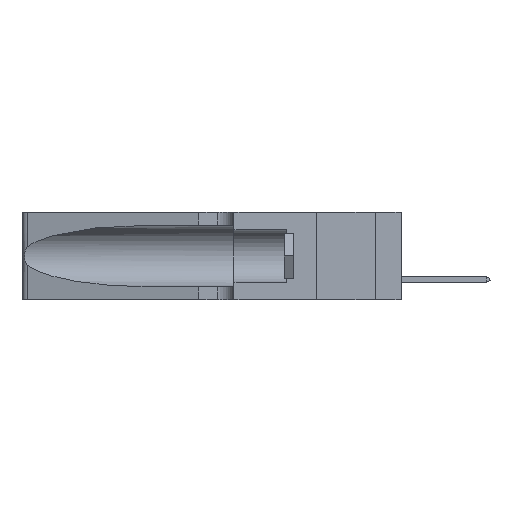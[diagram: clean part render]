
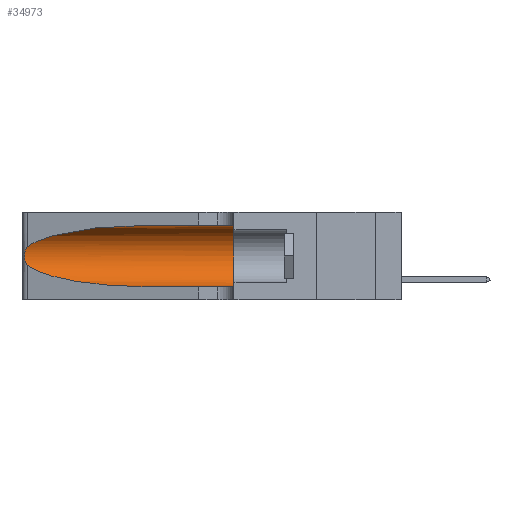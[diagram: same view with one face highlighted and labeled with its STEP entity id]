
A CAD part, left-side view. The second image highlights one B-rep face of the part: STEP entity #34973.
In plain terms, the highlighted cylindrical face has radius 3.308 mm (diameter 6.617 mm), a partial arc.
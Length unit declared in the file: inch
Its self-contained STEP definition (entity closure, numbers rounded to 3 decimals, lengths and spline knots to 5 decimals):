
#297 = EDGE_CURVE ( 'NONE', #38336, #35805, #879, .T. ) ;
#392 = CARTESIAN_POINT ( 'NONE',  ( 0.25639, 1.23186, 0.15144 ) ) ;
#704 = FACE_OUTER_BOUND ( 'NONE', #18147, .T. ) ;
#821 = EDGE_CURVE ( 'NONE', #23145, #26500, #15519, .T. ) ;
#879 =( BOUNDED_CURVE ( )  B_SPLINE_CURVE ( 3, ( #21001, #15235, #24186, #8844 ),
 .UNSPECIFIED., .F., .F. ) 
 B_SPLINE_CURVE_WITH_KNOTS ( ( 4, 4 ),
 ( 1.5708, 2.84003 ),
 .UNSPECIFIED. ) 
 CURVE ( )  GEOMETRIC_REPRESENTATION_ITEM ( )  RATIONAL_B_SPLINE_CURVE ( ( 1., 0.87, 0.87, 1. ) ) 
 REPRESENTATION_ITEM ( '' )  );
#984 = DIRECTION ( 'NONE',  ( 0., -1., 0. ) ) ;
#3024 = CARTESIAN_POINT ( 'NONE',  ( 0.25487, 1.22718, 0.22369 ) ) ;
#3078 = CARTESIAN_POINT ( 'NONE',  ( 0.25789, 1.23486, 0.15765 ) ) ;
#3275 = DIRECTION ( 'NONE',  ( 0., -1., 0. ) ) ;
#3835 = CARTESIAN_POINT ( 'NONE',  ( 0.26075, 1.23896, 0.178 ) ) ;
#4183 = DIRECTION ( 'NONE',  ( 0., 0., -1. ) ) ;
#4458 = CARTESIAN_POINT ( 'NONE',  ( 0.1305, 1.61858, 0.185 ) ) ;
#5715 = CARTESIAN_POINT ( 'NONE',  ( 0.25555, 1.22994, 0.2215 ) ) ;
#5857 = CARTESIAN_POINT ( 'NONE',  ( 0.25787, 1.23484, 0.2124 ) ) ;
#7127 = LINE ( 'NONE', #21673, #20520 ) ;
#8064 = LINE ( 'NONE', #36468, #34861 ) ;
#8542 = CARTESIAN_POINT ( 'NONE',  ( 0.25487, 1.22718, 0.14631 ) ) ;
#8844 = CARTESIAN_POINT ( 'NONE',  ( 0.25487, 1.22718, 0.22369 ) ) ;
#9913 = DIRECTION ( 'NONE',  ( 0., -1., 0. ) ) ;
#11477 = CARTESIAN_POINT ( 'NONE',  ( 0.18966, 0.96281, 0.05475 ) ) ;
#12214 = CARTESIAN_POINT ( 'NONE',  ( 0.26018, 1.23835, 0.19895 ) ) ;
#12795 = ORIENTED_EDGE ( 'NONE', *, *, #821, .T. ) ;
#13266 = EDGE_CURVE ( 'NONE', #35805, #23145, #23847, .T. ) ;
#13767 = ORIENTED_EDGE ( 'NONE', *, *, #34411, .F. ) ;
#14003 = AXIS2_PLACEMENT_3D ( 'NONE', #4458, #984, #4183 ) ;
#15159 = CARTESIAN_POINT ( 'NONE',  ( 0.25487, 1.22718, 0.22369 ) ) ;
#15235 = CARTESIAN_POINT ( 'NONE',  ( 0.18966, 0.96281, 0.31525 ) ) ;
#15519 =( BOUNDED_CURVE ( )  B_SPLINE_CURVE ( 3, ( #8542, #32870, #11477, #39321 ),
 .UNSPECIFIED., .F., .F. ) 
 B_SPLINE_CURVE_WITH_KNOTS ( ( 4, 4 ),
 ( 3.44316, 4.71239 ),
 .UNSPECIFIED. ) 
 CURVE ( )  GEOMETRIC_REPRESENTATION_ITEM ( )  RATIONAL_B_SPLINE_CURVE ( ( 1., 0.87, 0.87, 1. ) ) 
 REPRESENTATION_ITEM ( '' )  );
#15552 = CARTESIAN_POINT ( 'NONE',  ( 0.25555, 1.22993, 0.14849 ) ) ;
#16490 = CARTESIAN_POINT ( 'NONE',  ( 0.1305, 0.35, 0.31525 ) ) ;
#16505 = AXIS2_PLACEMENT_3D ( 'NONE', #38351, #23144, #20350 ) ;
#16752 = CARTESIAN_POINT ( 'NONE',  ( 0.1305, 0.72297, 0.31525 ) ) ;
#16889 = VERTEX_POINT ( 'NONE', #16490 ) ;
#18147 = EDGE_LOOP ( 'NONE', ( #30358, #21833, #12795, #21492, #13767, #28019 ) ) ;
#18751 = CARTESIAN_POINT ( 'NONE',  ( 0.25487, 1.22718, 0.14631 ) ) ;
#20350 = DIRECTION ( 'NONE',  ( 0., 0., 1. ) ) ;
#20520 = VECTOR ( 'NONE', #9913, 39.37008 ) ;
#21001 = CARTESIAN_POINT ( 'NONE',  ( 0.1305, 0.72297, 0.31525 ) ) ;
#21313 = CARTESIAN_POINT ( 'NONE',  ( 0.25856, 1.23593, 0.16098 ) ) ;
#21492 = ORIENTED_EDGE ( 'NONE', *, *, #25182, .T. ) ;
#21673 = CARTESIAN_POINT ( 'NONE',  ( 0.1305, 1.61858, 0.31525 ) ) ;
#21833 = ORIENTED_EDGE ( 'NONE', *, *, #13266, .T. ) ;
#23144 = DIRECTION ( 'NONE',  ( 0., 1., 0. ) ) ;
#23145 = VERTEX_POINT ( 'NONE', #18751 ) ;
#23555 = CARTESIAN_POINT ( 'NONE',  ( 0.1305, 0.35, 0.05475 ) ) ;
#23847 = B_SPLINE_CURVE_WITH_KNOTS ( 'NONE', 3,
 ( #15159, #5715, #24121, #5857, #27214, #12214, #36535, #3835, #33363, #21313, #3078, #392, #15552, #27731 ),
 .UNSPECIFIED., .F., .F.,
 ( 4, 2, 2, 2, 2, 2, 4 ),
 ( 0., 0.00027, 0.00053, 0.00107, 0.0016, 0.00187, 0.00214 ),
 .UNSPECIFIED. ) ;
#24121 = CARTESIAN_POINT ( 'NONE',  ( 0.25639, 1.23184, 0.21858 ) ) ;
#24186 = CARTESIAN_POINT ( 'NONE',  ( 0.2373, 1.15595, 0.28018 ) ) ;
#25182 = EDGE_CURVE ( 'NONE', #26500, #35565, #8064, .T. ) ;
#26500 = VERTEX_POINT ( 'NONE', #35746 ) ;
#27214 = CARTESIAN_POINT ( 'NONE',  ( 0.25854, 1.2359, 0.20912 ) ) ;
#27731 = CARTESIAN_POINT ( 'NONE',  ( 0.25487, 1.22718, 0.14631 ) ) ;
#28019 = ORIENTED_EDGE ( 'NONE', *, *, #32095, .F. ) ;
#30358 = ORIENTED_EDGE ( 'NONE', *, *, #297, .T. ) ;
#32095 = EDGE_CURVE ( 'NONE', #38336, #16889, #7127, .T. ) ;
#32227 = CYLINDRICAL_SURFACE ( 'NONE', #14003, 0.13025 ) ;
#32870 = CARTESIAN_POINT ( 'NONE',  ( 0.2373, 1.15595, 0.08982 ) ) ;
#33363 = CARTESIAN_POINT ( 'NONE',  ( 0.26017, 1.23833, 0.17102 ) ) ;
#34411 = EDGE_CURVE ( 'NONE', #16889, #35565, #37023, .T. ) ;
#34861 = VECTOR ( 'NONE', #3275, 39.37008 ) ;
#34973 = ADVANCED_FACE ( 'NONE', ( #704 ), #32227, .F. ) ;
#35565 = VERTEX_POINT ( 'NONE', #23555 ) ;
#35746 = CARTESIAN_POINT ( 'NONE',  ( 0.1305, 0.72297, 0.05475 ) ) ;
#35805 = VERTEX_POINT ( 'NONE', #3024 ) ;
#36468 = CARTESIAN_POINT ( 'NONE',  ( 0.1305, 1.61858, 0.05475 ) ) ;
#36535 = CARTESIAN_POINT ( 'NONE',  ( 0.26075, 1.23896, 0.19203 ) ) ;
#37023 = CIRCLE ( 'NONE', #16505, 0.13025 ) ;
#38336 = VERTEX_POINT ( 'NONE', #16752 ) ;
#38351 = CARTESIAN_POINT ( 'NONE',  ( 0.1305, 0.35, 0.185 ) ) ;
#39321 = CARTESIAN_POINT ( 'NONE',  ( 0.1305, 0.72297, 0.05475 ) ) ;
